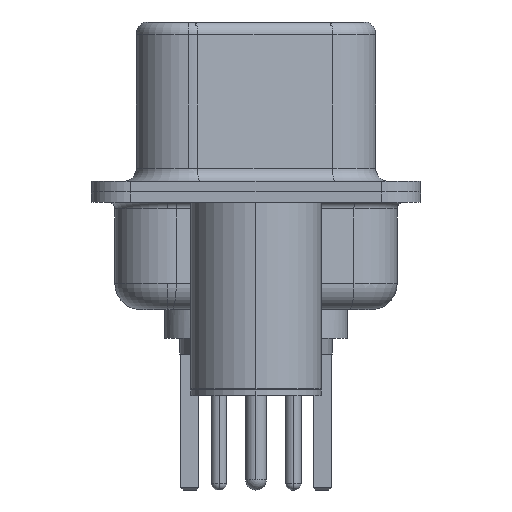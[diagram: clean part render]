
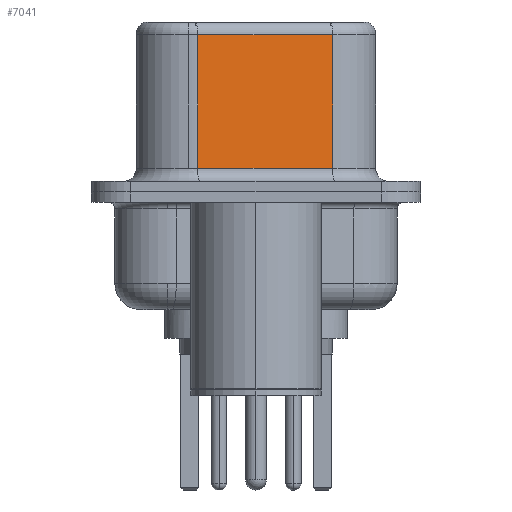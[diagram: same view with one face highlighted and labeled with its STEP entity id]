
A CAD part, left-side view. The second image highlights one B-rep face of the part: STEP entity #7041.
In plain terms, the highlighted planar face has unit normal (-0.985, -0.174, 0).
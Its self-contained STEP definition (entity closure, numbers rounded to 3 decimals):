
#111 = VERTEX_POINT ( 'NONE', #2231 ) ;
#346 = ORIENTED_EDGE ( 'NONE', *, *, #21614, .T. ) ;
#612 = CARTESIAN_POINT ( 'NONE',  ( 4.58, -2.927, 6.52 ) ) ;
#912 = VECTOR ( 'NONE', #13023, 1000. ) ;
#1468 = CARTESIAN_POINT ( 'NONE',  ( 4.58, -2.927, 6.02 ) ) ;
#2231 = CARTESIAN_POINT ( 'NONE',  ( 3.67, 2.233, 6.02 ) ) ;
#3707 = EDGE_CURVE ( 'NONE', #16144, #5263, #10679, .T. ) ;
#4153 = DIRECTION ( 'NONE',  ( 0.985, 0.174, 0. ) ) ;
#4501 = CARTESIAN_POINT ( 'NONE',  ( 4.58, -2.927, 6.52 ) ) ;
#5263 = VERTEX_POINT ( 'NONE', #6512 ) ;
#5417 = VECTOR ( 'NONE', #12416, 1000. ) ;
#6197 = CARTESIAN_POINT ( 'NONE',  ( 3.67, 2.233, 6.52 ) ) ;
#6261 = ORIENTED_EDGE ( 'NONE', *, *, #13306, .T. ) ;
#6512 = CARTESIAN_POINT ( 'NONE',  ( 4.58, -2.927, 0.9 ) ) ;
#6540 = AXIS2_PLACEMENT_3D ( 'NONE', #612, #4153, #16177 ) ;
#6851 = EDGE_LOOP ( 'NONE', ( #20974, #346, #6261, #21267 ) ) ;
#7041 = ADVANCED_FACE ( 'NONE', ( #9440 ), #17831, .F. ) ;
#9440 = FACE_OUTER_BOUND ( 'NONE', #6851, .T. ) ;
#9724 = CARTESIAN_POINT ( 'NONE',  ( 3.67, 2.233, 0.9 ) ) ;
#10679 = LINE ( 'NONE', #4501, #912 ) ;
#12416 = DIRECTION ( 'NONE',  ( -0.174, 0.985, 0. ) ) ;
#13023 = DIRECTION ( 'NONE',  ( 0., 0., -1. ) ) ;
#13306 = EDGE_CURVE ( 'NONE', #111, #19953, #17238, .T. ) ;
#14222 = CARTESIAN_POINT ( 'NONE',  ( 4.58, -2.927, 6.02 ) ) ;
#14552 = LINE ( 'NONE', #14222, #5417 ) ;
#14738 = VECTOR ( 'NONE', #20764, 1000. ) ;
#15520 = CARTESIAN_POINT ( 'NONE',  ( 4.58, -2.927, 0.9 ) ) ;
#15652 = EDGE_CURVE ( 'NONE', #19953, #5263, #19368, .T. ) ;
#16144 = VERTEX_POINT ( 'NONE', #1468 ) ;
#16177 = DIRECTION ( 'NONE',  ( -0.174, 0.985, 0. ) ) ;
#17238 = LINE ( 'NONE', #6197, #21864 ) ;
#17831 = PLANE ( 'NONE',  #6540 ) ;
#18229 = DIRECTION ( 'NONE',  ( 0., 0., -1. ) ) ;
#19368 = LINE ( 'NONE', #15520, #14738 ) ;
#19953 = VERTEX_POINT ( 'NONE', #9724 ) ;
#20764 = DIRECTION ( 'NONE',  ( 0.174, -0.985, 0. ) ) ;
#20974 = ORIENTED_EDGE ( 'NONE', *, *, #3707, .F. ) ;
#21267 = ORIENTED_EDGE ( 'NONE', *, *, #15652, .T. ) ;
#21614 = EDGE_CURVE ( 'NONE', #16144, #111, #14552, .T. ) ;
#21864 = VECTOR ( 'NONE', #18229, 1000. ) ;
